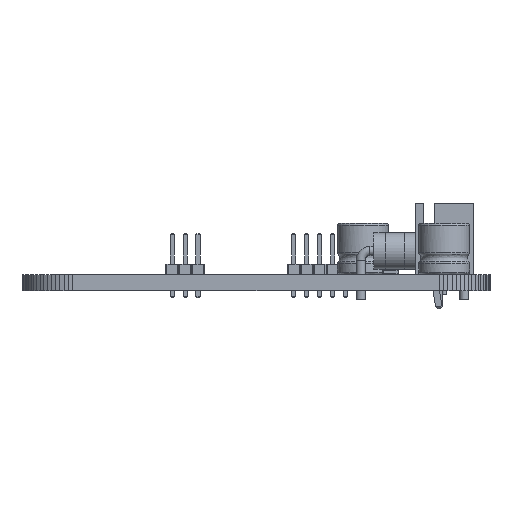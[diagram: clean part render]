
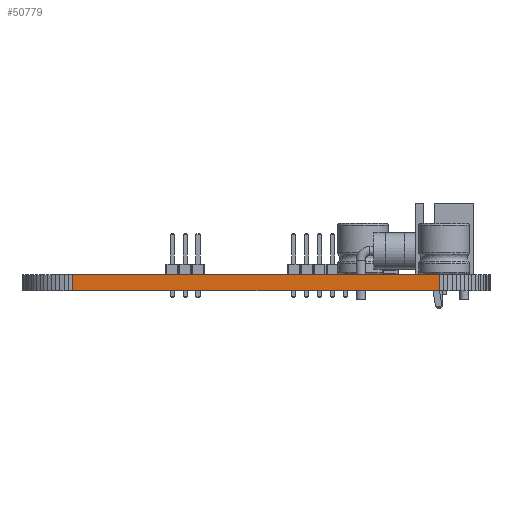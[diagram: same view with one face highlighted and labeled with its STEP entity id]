
A CAD part, left-side view. The second image highlights one B-rep face of the part: STEP entity #50779.
In plain terms, the highlighted planar face has unit normal (-1, 0, 0).
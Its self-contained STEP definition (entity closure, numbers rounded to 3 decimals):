
#40940 = PLANE('',#40941);
#40941 = AXIS2_PLACEMENT_3D('',#40942,#40943,#40944);
#40942 = CARTESIAN_POINT('',(155.25,-98.,1.58));
#40943 = DIRECTION('',(-0.,-0.,-1.));
#40944 = DIRECTION('',(-1.,0.,0.));
#40994 = PLANE('',#40995);
#40995 = AXIS2_PLACEMENT_3D('',#40996,#40997,#40998);
#40996 = CARTESIAN_POINT('',(155.25,-98.,0.));
#40997 = DIRECTION('',(-0.,-0.,-1.));
#40998 = DIRECTION('',(-1.,0.,0.));
#42615 = VERTEX_POINT('',#42616);
#42616 = CARTESIAN_POINT('',(112.25,-116.,0.));
#42630 = PLANE('',#42631);
#42631 = AXIS2_PLACEMENT_3D('',#42632,#42633,#42634);
#42632 = CARTESIAN_POINT('',(112.269,-116.436,0.));
#42633 = DIRECTION('',(-0.999,-0.044,0.));
#42634 = DIRECTION('',(-0.044,0.999,0.));
#42642 = EDGE_CURVE('',#42615,#42643,#42645,.T.);
#42643 = VERTEX_POINT('',#42644);
#42644 = CARTESIAN_POINT('',(112.25,-80.,0.));
#42645 = SURFACE_CURVE('',#42646,(#42650,#42657),.PCURVE_S1.);
#42646 = LINE('',#42647,#42648);
#42647 = CARTESIAN_POINT('',(112.25,-116.,0.));
#42648 = VECTOR('',#42649,1.);
#42649 = DIRECTION('',(0.,1.,0.));
#42650 = PCURVE('',#40994,#42651);
#42651 = DEFINITIONAL_REPRESENTATION('',(#42652),#42656);
#42652 = LINE('',#42653,#42654);
#42653 = CARTESIAN_POINT('',(43.,-18.));
#42654 = VECTOR('',#42655,1.);
#42655 = DIRECTION('',(0.,1.));
#42656 = ( GEOMETRIC_REPRESENTATION_CONTEXT(2) 
PARAMETRIC_REPRESENTATION_CONTEXT() REPRESENTATION_CONTEXT('2D SPACE',''
  ) );
#42657 = PCURVE('',#42658,#42663);
#42658 = PLANE('',#42659);
#42659 = AXIS2_PLACEMENT_3D('',#42660,#42661,#42662);
#42660 = CARTESIAN_POINT('',(112.25,-116.,0.));
#42661 = DIRECTION('',(-1.,0.,0.));
#42662 = DIRECTION('',(0.,1.,0.));
#42663 = DEFINITIONAL_REPRESENTATION('',(#42664),#42668);
#42664 = LINE('',#42665,#42666);
#42665 = CARTESIAN_POINT('',(0.,0.));
#42666 = VECTOR('',#42667,1.);
#42667 = DIRECTION('',(1.,0.));
#42668 = ( GEOMETRIC_REPRESENTATION_CONTEXT(2) 
PARAMETRIC_REPRESENTATION_CONTEXT() REPRESENTATION_CONTEXT('2D SPACE',''
  ) );
#42686 = PLANE('',#42687);
#42687 = AXIS2_PLACEMENT_3D('',#42688,#42689,#42690);
#42688 = CARTESIAN_POINT('',(112.25,-80.,0.));
#42689 = DIRECTION('',(-0.999,0.044,0.));
#42690 = DIRECTION('',(0.044,0.999,0.));
#47023 = VERTEX_POINT('',#47024);
#47024 = CARTESIAN_POINT('',(112.25,-116.,1.58));
#47045 = EDGE_CURVE('',#47023,#47046,#47048,.T.);
#47046 = VERTEX_POINT('',#47047);
#47047 = CARTESIAN_POINT('',(112.25,-80.,1.58));
#47048 = SURFACE_CURVE('',#47049,(#47053,#47060),.PCURVE_S1.);
#47049 = LINE('',#47050,#47051);
#47050 = CARTESIAN_POINT('',(112.25,-116.,1.58));
#47051 = VECTOR('',#47052,1.);
#47052 = DIRECTION('',(0.,1.,0.));
#47053 = PCURVE('',#40940,#47054);
#47054 = DEFINITIONAL_REPRESENTATION('',(#47055),#47059);
#47055 = LINE('',#47056,#47057);
#47056 = CARTESIAN_POINT('',(43.,-18.));
#47057 = VECTOR('',#47058,1.);
#47058 = DIRECTION('',(0.,1.));
#47059 = ( GEOMETRIC_REPRESENTATION_CONTEXT(2) 
PARAMETRIC_REPRESENTATION_CONTEXT() REPRESENTATION_CONTEXT('2D SPACE',''
  ) );
#47060 = PCURVE('',#42658,#47061);
#47061 = DEFINITIONAL_REPRESENTATION('',(#47062),#47066);
#47062 = LINE('',#47063,#47064);
#47063 = CARTESIAN_POINT('',(0.,-1.58));
#47064 = VECTOR('',#47065,1.);
#47065 = DIRECTION('',(1.,0.));
#47066 = ( GEOMETRIC_REPRESENTATION_CONTEXT(2) 
PARAMETRIC_REPRESENTATION_CONTEXT() REPRESENTATION_CONTEXT('2D SPACE',''
  ) );
#50729 = EDGE_CURVE('',#42643,#47046,#50730,.T.);
#50730 = SURFACE_CURVE('',#50731,(#50735,#50742),.PCURVE_S1.);
#50731 = LINE('',#50732,#50733);
#50732 = CARTESIAN_POINT('',(112.25,-80.,0.));
#50733 = VECTOR('',#50734,1.);
#50734 = DIRECTION('',(0.,0.,1.));
#50735 = PCURVE('',#42686,#50736);
#50736 = DEFINITIONAL_REPRESENTATION('',(#50737),#50741);
#50737 = LINE('',#50738,#50739);
#50738 = CARTESIAN_POINT('',(0.,0.));
#50739 = VECTOR('',#50740,1.);
#50740 = DIRECTION('',(0.,-1.));
#50741 = ( GEOMETRIC_REPRESENTATION_CONTEXT(2) 
PARAMETRIC_REPRESENTATION_CONTEXT() REPRESENTATION_CONTEXT('2D SPACE',''
  ) );
#50742 = PCURVE('',#42658,#50743);
#50743 = DEFINITIONAL_REPRESENTATION('',(#50744),#50748);
#50744 = LINE('',#50745,#50746);
#50745 = CARTESIAN_POINT('',(36.,0.));
#50746 = VECTOR('',#50747,1.);
#50747 = DIRECTION('',(0.,-1.));
#50748 = ( GEOMETRIC_REPRESENTATION_CONTEXT(2) 
PARAMETRIC_REPRESENTATION_CONTEXT() REPRESENTATION_CONTEXT('2D SPACE',''
  ) );
#50779 = ADVANCED_FACE('',(#50780),#42658,.T.);
#50780 = FACE_BOUND('',#50781,.T.);
#50781 = EDGE_LOOP('',(#50782,#50803,#50804,#50805));
#50782 = ORIENTED_EDGE('',*,*,#50783,.T.);
#50783 = EDGE_CURVE('',#42615,#47023,#50784,.T.);
#50784 = SURFACE_CURVE('',#50785,(#50789,#50796),.PCURVE_S1.);
#50785 = LINE('',#50786,#50787);
#50786 = CARTESIAN_POINT('',(112.25,-116.,0.));
#50787 = VECTOR('',#50788,1.);
#50788 = DIRECTION('',(0.,0.,1.));
#50789 = PCURVE('',#42658,#50790);
#50790 = DEFINITIONAL_REPRESENTATION('',(#50791),#50795);
#50791 = LINE('',#50792,#50793);
#50792 = CARTESIAN_POINT('',(0.,0.));
#50793 = VECTOR('',#50794,1.);
#50794 = DIRECTION('',(0.,-1.));
#50795 = ( GEOMETRIC_REPRESENTATION_CONTEXT(2) 
PARAMETRIC_REPRESENTATION_CONTEXT() REPRESENTATION_CONTEXT('2D SPACE',''
  ) );
#50796 = PCURVE('',#42630,#50797);
#50797 = DEFINITIONAL_REPRESENTATION('',(#50798),#50802);
#50798 = LINE('',#50799,#50800);
#50799 = CARTESIAN_POINT('',(0.436,0.));
#50800 = VECTOR('',#50801,1.);
#50801 = DIRECTION('',(0.,-1.));
#50802 = ( GEOMETRIC_REPRESENTATION_CONTEXT(2) 
PARAMETRIC_REPRESENTATION_CONTEXT() REPRESENTATION_CONTEXT('2D SPACE',''
  ) );
#50803 = ORIENTED_EDGE('',*,*,#47045,.T.);
#50804 = ORIENTED_EDGE('',*,*,#50729,.F.);
#50805 = ORIENTED_EDGE('',*,*,#42642,.F.);
